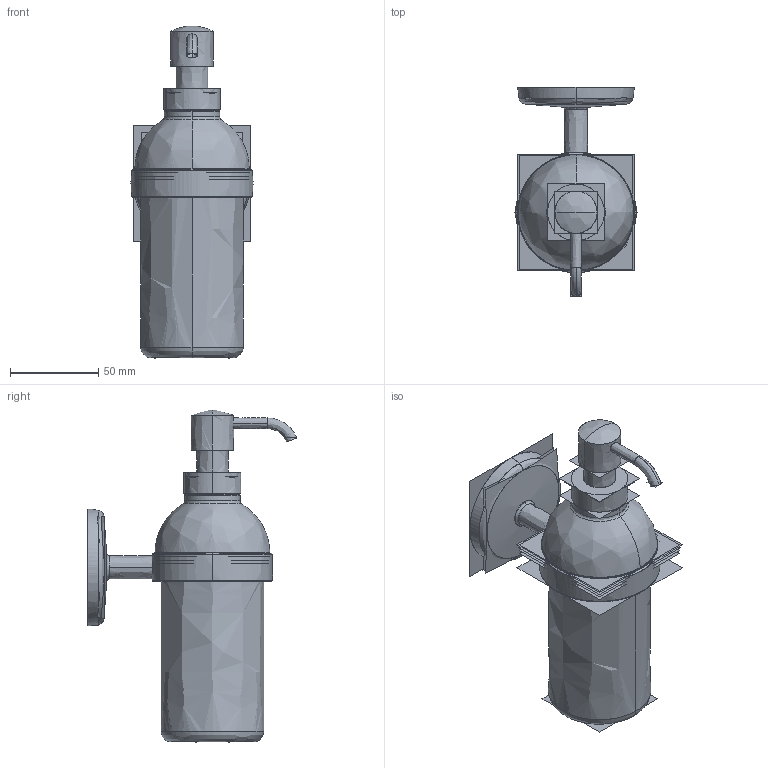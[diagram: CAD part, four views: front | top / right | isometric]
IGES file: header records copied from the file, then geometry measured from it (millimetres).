
Start section:  PTC IGES file: 0314.igs
Global section: file name: 0314.igs; native system: Pro/ENGINEER by Parametric Technology Corporation; preprocessor: 2009300; author: project; organization: Unknown; date: 20100928.105539; units: inch
Bounding box: 68.98 x 118.31 x 187.64 mm (x, y, z)
Surface area: 2477718.5 mm2 (no closed solid volume)
Topology: 0 solids, 0 shells, 838 faces, 6076 edges, 6060 vertices
Faces by surface type: bspline 838
